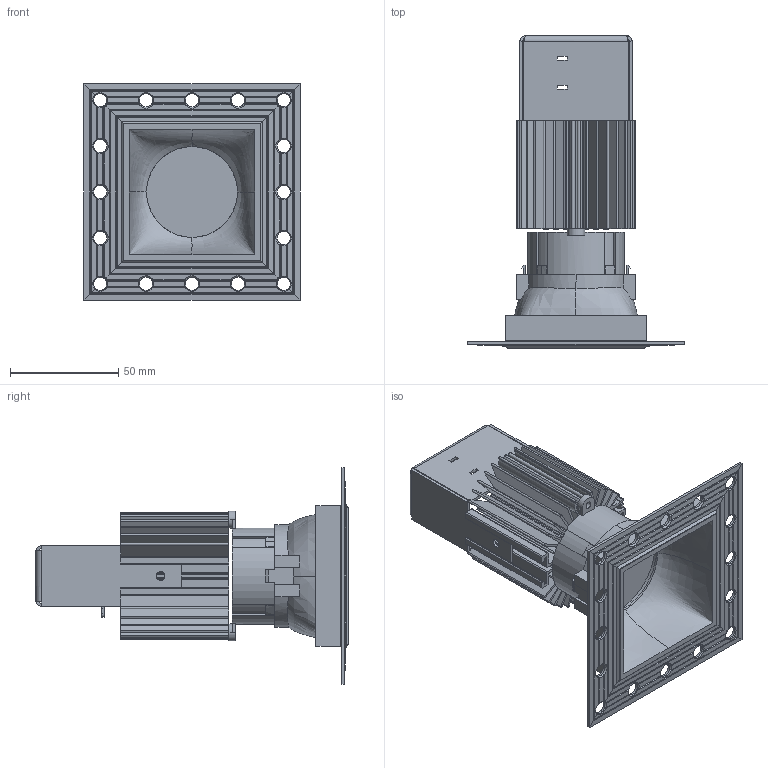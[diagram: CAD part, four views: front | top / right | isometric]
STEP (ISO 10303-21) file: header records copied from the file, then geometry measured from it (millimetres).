
FILE_DESCRIPTION (( 'STEP AP214' ), '1' );
FILE_NAME ('ARTEMIDE-ARCHITECTURAL-EVERYTHING 80-ADJUSTABLE-FIX-SQUARE-TRIMLESS-3D.STEP', '2017-10-18T19:51:56', ( '' ), ( '' ), 'SwSTEP 2.0', 'SolidWorks 2012', '' );
FILE_SCHEMA (( 'AUTOMOTIVE_DESIGN' ));
Length unit declared in the file: inch
Products named in the file (1): ARTEMIDE-ARCHITECTURAL-EVERYTHING 80-ADJUSTABLE-FIX-SQUARE-TRIMLESS-3D
Bounding box: 100 x 144.6 x 100 mm (x, y, z)
Volume: 112415.1 mm3; surface area: 118623.3 mm2
Topology: 6 solids, 6 shells, 814 faces, 2311 edges, 1488 vertices
Faces by surface type: plane 440, cylinder 310, cone 44, bspline 16, sphere 4
Entity records: 44306 total; most frequent: CARTESIAN_POINT 23252, ORIENTED_EDGE 4604, DIRECTION 4219, EDGE_CURVE 2302, VERTEX_POINT 1485, AXIS2_PLACEMENT_3D 1442, VECTOR 1335, LINE 1335
